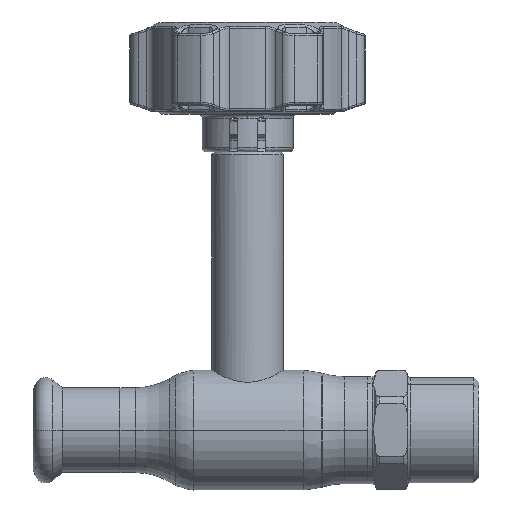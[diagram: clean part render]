
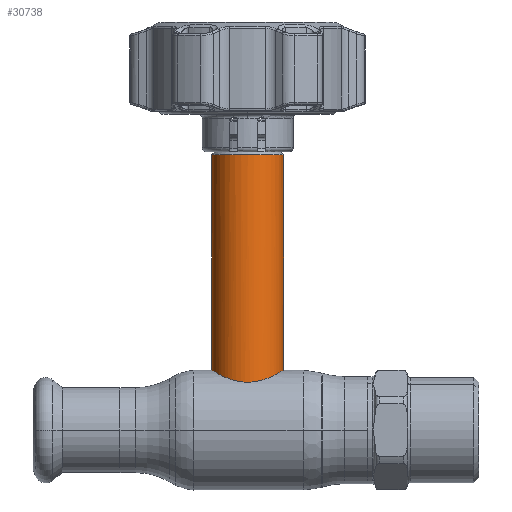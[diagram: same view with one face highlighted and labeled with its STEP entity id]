
A CAD part, top view. The second image highlights one B-rep face of the part: STEP entity #30738.
In plain terms, the highlighted cylindrical face has radius 9 mm (diameter 18 mm), a partial arc.
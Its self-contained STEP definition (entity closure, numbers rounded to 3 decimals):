
#774 = CARTESIAN_POINT ( 'NONE',  ( -8.938, 14.963, 1.209 ) ) ;
#961 = CARTESIAN_POINT ( 'NONE',  ( 2.378, 12.23, 8.685 ) ) ;
#1137 = CARTESIAN_POINT ( 'NONE',  ( -5.492, 13.196, 7.136 ) ) ;
#2010 = CARTESIAN_POINT ( 'NONE',  ( 9., 15., 0. ) ) ;
#2198 = CARTESIAN_POINT ( 'NONE',  ( 9., 15., 0.305 ) ) ;
#2599 = VECTOR ( 'NONE', #10820, 1000. ) ;
#3735 = CARTESIAN_POINT ( 'NONE',  ( -8.519, 14.715, 2.961 ) ) ;
#4965 = CARTESIAN_POINT ( 'NONE',  ( 8.984, 14.991, 0.611 ) ) ;
#5926 = EDGE_CURVE ( 'NONE', #17504, #22539, #35166, .T. ) ;
#6317 = CARTESIAN_POINT ( 'NONE',  ( -5.937, 13.387, 6.77 ) ) ;
#6672 = CARTESIAN_POINT ( 'NONE',  ( 7.296, 14.043, 5.277 ) ) ;
#6782 = DIRECTION ( 'NONE',  ( 0., -1., 0. ) ) ;
#6852 = CYLINDRICAL_SURFACE ( 'NONE', #29845, 9. ) ;
#6866 = CARTESIAN_POINT ( 'NONE',  ( -1.213, 12.057, 8.923 ) ) ;
#7579 = CARTESIAN_POINT ( 'NONE',  ( 0., 0., 0. ) ) ;
#7725 = CARTESIAN_POINT ( 'NONE',  ( 8.759, 14.857, 2.09 ) ) ;
#8607 = LINE ( 'NONE', #30189, #2599 ) ;
#8622 = VERTEX_POINT ( 'NONE', #10296 ) ;
#9251 = CARTESIAN_POINT ( 'NONE',  ( 0.606, 12., 9. ) ) ;
#9431 = CARTESIAN_POINT ( 'NONE',  ( 4.789, 12.918, 7.626 ) ) ;
#9624 = CARTESIAN_POINT ( 'NONE',  ( -4.037, 12.65, 8.065 ) ) ;
#10093 = LINE ( 'NONE', #32375, #23613 ) ;
#10296 = CARTESIAN_POINT ( 'NONE',  ( -9., 69.069, 0. ) ) ;
#10621 = CIRCLE ( 'NONE', #17626, 9. ) ;
#10820 = DIRECTION ( 'NONE',  ( 0., -1., 0. ) ) ;
#12039 = CARTESIAN_POINT ( 'NONE',  ( 6.756, 13.77, 5.953 ) ) ;
#12385 = CARTESIAN_POINT ( 'NONE',  ( 3.223, 12.423, 8.408 ) ) ;
#12580 = CARTESIAN_POINT ( 'NONE',  ( -6.758, 13.768, 5.971 ) ) ;
#13010 = EDGE_CURVE ( 'NONE', #34110, #22539, #10093, .T. ) ;
#13074 = ORIENTED_EDGE ( 'NONE', *, *, #35369, .T. ) ;
#14359 = CARTESIAN_POINT ( 'NONE',  ( 0., 69.069, 0. ) ) ;
#15145 = CARTESIAN_POINT ( 'NONE',  ( -2.387, 12.221, 8.698 ) ) ;
#15672 = DIRECTION ( 'NONE',  ( 0., -1., 0. ) ) ;
#15920 = ORIENTED_EDGE ( 'NONE', *, *, #31646, .T. ) ;
#16539 = CARTESIAN_POINT ( 'NONE',  ( 8.406, 14.651, 3.229 ) ) ;
#17335 = CARTESIAN_POINT ( 'NONE',  ( 1.205, 12.046, 8.939 ) ) ;
#17504 = VERTEX_POINT ( 'NONE', #35582 ) ;
#17626 = AXIS2_PLACEMENT_3D ( 'NONE', #14359, #17939, #33858 ) ;
#17846 = CARTESIAN_POINT ( 'NONE',  ( -9., 15., 0. ) ) ;
#17939 = DIRECTION ( 'NONE',  ( 0., -1., 0. ) ) ;
#18028 = CARTESIAN_POINT ( 'NONE',  ( 3.763, 12.574, 8.181 ) ) ;
#18553 = DIRECTION ( 'NONE',  ( -1., 0., 0. ) ) ;
#19257 = CARTESIAN_POINT ( 'NONE',  ( 8.923, 14.954, 1.21 ) ) ;
#19493 = EDGE_LOOP ( 'NONE', ( #34837, #15920, #13074, #23907 ) ) ;
#20591 = CARTESIAN_POINT ( 'NONE',  ( 6.56, 13.675, 6.169 ) ) ;
#20759 = FACE_OUTER_BOUND ( 'NONE', #19493, .T. ) ;
#20770 = CARTESIAN_POINT ( 'NONE',  ( 5.507, 13.196, 7.142 ) ) ;
#20952 = CARTESIAN_POINT ( 'NONE',  ( -9., 15., 0.611 ) ) ;
#22539 = VERTEX_POINT ( 'NONE', #35108 ) ;
#22975 = CARTESIAN_POINT ( 'NONE',  ( 2.086, 12.176, 8.76 ) ) ;
#23148 = CARTESIAN_POINT ( 'NONE',  ( 7.124, 13.954, 5.508 ) ) ;
#23331 = CARTESIAN_POINT ( 'NONE',  ( -4.543, 12.824, 7.791 ) ) ;
#23514 = CARTESIAN_POINT ( 'NONE',  ( -8.06, 14.454, 4.048 ) ) ;
#23613 = VECTOR ( 'NONE', #6782, 1000. ) ;
#23698 = CARTESIAN_POINT ( 'NONE',  ( -5.259, 13.1, 7.309 ) ) ;
#23907 = ORIENTED_EDGE ( 'NONE', *, *, #5926, .T. ) ;
#24736 = CARTESIAN_POINT ( 'NONE',  ( 7.781, 14.299, 4.56 ) ) ;
#25118 = CARTESIAN_POINT ( 'NONE',  ( 8.059, 14.454, 4.05 ) ) ;
#25736 = CARTESIAN_POINT ( 'NONE',  ( 2.947, 12.353, 8.509 ) ) ;
#25906 = CARTESIAN_POINT ( 'NONE',  ( 4.026, 12.655, 8.055 ) ) ;
#26088 = CARTESIAN_POINT ( 'NONE',  ( -0.308, 12., 9. ) ) ;
#26441 = CARTESIAN_POINT ( 'NONE',  ( -7.126, 13.954, 5.528 ) ) ;
#27308 = CARTESIAN_POINT ( 'NONE',  ( 8.509, 14.711, 2.947 ) ) ;
#27866 = CARTESIAN_POINT ( 'NONE',  ( 8.878, 14.927, 1.506 ) ) ;
#28469 = CARTESIAN_POINT ( 'NONE',  ( -8.7, 14.821, 2.382 ) ) ;
#28646 = CARTESIAN_POINT ( 'NONE',  ( -0.613, 12.012, 8.984 ) ) ;
#28814 = CARTESIAN_POINT ( 'NONE',  ( -6.15, 13.483, 6.577 ) ) ;
#29845 = AXIS2_PLACEMENT_3D ( 'NONE', #7579, #15672, #18553 ) ;
#30044 = CARTESIAN_POINT ( 'NONE',  ( 8.685, 14.813, 2.378 ) ) ;
#30189 = CARTESIAN_POINT ( 'NONE',  ( -9., 0., 0. ) ) ;
#30738 = ADVANCED_FACE ( 'NONE', ( #20759 ), #6852, .T. ) ;
#31646 = EDGE_CURVE ( 'NONE', #34110, #8622, #10621, .T. ) ;
#31729 = CARTESIAN_POINT ( 'NONE',  ( 5.948, 13.389, 6.778 ) ) ;
#32090 = CARTESIAN_POINT ( 'NONE',  ( -1.509, 12.091, 8.878 ) ) ;
#32375 = CARTESIAN_POINT ( 'NONE',  ( 9., 0., 0. ) ) ;
#33858 = DIRECTION ( 'NONE',  ( -1., 0., 0. ) ) ;
#33982 = CARTESIAN_POINT ( 'NONE',  ( 9., 69.069, 0. ) ) ;
#34110 = VERTEX_POINT ( 'NONE', #33982 ) ;
#34470 = CARTESIAN_POINT ( 'NONE',  ( -7.781, 14.299, 4.56 ) ) ;
#34647 = CARTESIAN_POINT ( 'NONE',  ( 4.539, 12.827, 7.777 ) ) ;
#34836 = CARTESIAN_POINT ( 'NONE',  ( -2.963, 12.35, 8.518 ) ) ;
#34837 = ORIENTED_EDGE ( 'NONE', *, *, #13010, .F. ) ;
#35108 = CARTESIAN_POINT ( 'NONE',  ( 9., 15., 0. ) ) ;
#35166 = B_SPLINE_CURVE_WITH_KNOTS ( 'NONE', 3,
 ( #17846, #20952, #774, #28469, #3735, #23514, #34470, #26441, #12580, #28814, #6317, #1137, #23698, #23331, #9624, #34836, #15145, #32090, #6866, #28646, #26088, #9251, #17335, #22975, #961, #25736, #12385, #18028, #25906, #34647, #9431, #20770, #31729, #20591, #12039, #23148, #6672, #24736, #25118, #16539, #27308, #30044, #7725, #27866, #19257, #4965, #2198, #2010 ),
 .UNSPECIFIED., .F., .F.,
 ( 4, 2, 2, 2, 2, 2, 2, 2, 2, 2, 2, 2, 2, 2, 2, 2, 2, 2, 2, 2, 2, 2, 2, 4 ),
 ( 0., 0.002, 0.004, 0.005, 0.007, 0.008, 0.009, 0.011, 0.013, 0.014, 0.014, 0.016, 0.017, 0.018, 0.019, 0.02, 0.022, 0.023, 0.023, 0.025, 0.026, 0.027, 0.028, 0.029 ),
 .UNSPECIFIED. ) ;
#35369 = EDGE_CURVE ( 'NONE', #8622, #17504, #8607, .T. ) ;
#35582 = CARTESIAN_POINT ( 'NONE',  ( -9., 15., 0. ) ) ;
